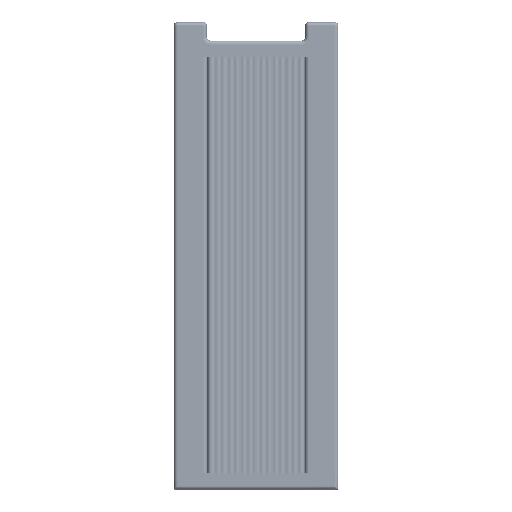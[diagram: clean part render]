
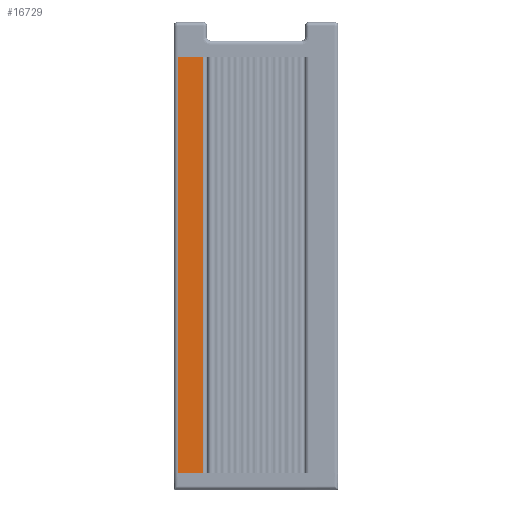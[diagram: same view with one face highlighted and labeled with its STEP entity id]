
A CAD part, left-side view. The second image highlights one B-rep face of the part: STEP entity #16729.
In plain terms, the highlighted face is planar.
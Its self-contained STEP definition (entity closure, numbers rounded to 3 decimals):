
#1214=PLANE('',#18797);
#2055=FACE_OUTER_BOUND('',#3456,.T.);
#3456=EDGE_LOOP('',(#14451,#14452,#14453,#14454));
#4643=LINE('',#28184,#5881);
#4662=LINE('',#28238,#5900);
#4679=LINE('',#28274,#5917);
#4680=LINE('',#28276,#5918);
#5881=VECTOR('',#23195,1.);
#5900=VECTOR('',#23234,10.);
#5917=VECTOR('',#23283,1.);
#5918=VECTOR('',#23286,1.);
#8269=VERTEX_POINT('',#28181);
#8270=VERTEX_POINT('',#28183);
#8294=VERTEX_POINT('',#28235);
#8295=VERTEX_POINT('',#28237);
#10352=EDGE_CURVE('',#8270,#8269,#4643,.T.);
#10379=EDGE_CURVE('',#8295,#8294,#4662,.F.);
#10398=EDGE_CURVE('',#8269,#8295,#4679,.T.);
#10399=EDGE_CURVE('',#8270,#8294,#4680,.T.);
#14451=ORIENTED_EDGE('',*,*,#10379,.T.);
#14452=ORIENTED_EDGE('',*,*,#10399,.F.);
#14453=ORIENTED_EDGE('',*,*,#10352,.T.);
#14454=ORIENTED_EDGE('',*,*,#10398,.T.);
#16729=ADVANCED_FACE('',(#2055),#1214,.T.);
#18797=AXIS2_PLACEMENT_3D('',#28275,#23284,#23285);
#23195=DIRECTION('',(-1.,0.,0.));
#23234=DIRECTION('',(-1.,0.,0.));
#23283=DIRECTION('',(0.,0.,1.));
#23284=DIRECTION('center_axis',(0.,1.,0.));
#23285=DIRECTION('ref_axis',(0.,0.,1.));
#23286=DIRECTION('',(0.,0.,1.));
#28181=CARTESIAN_POINT('',(-10.177,4.35,-107.25));
#28183=CARTESIAN_POINT('',(10.35,4.35,-107.25));
#28184=CARTESIAN_POINT('',(30.624,4.35,-107.25));
#28235=CARTESIAN_POINT('',(10.35,4.35,227.25));
#28237=CARTESIAN_POINT('',(-10.177,4.35,227.25));
#28238=CARTESIAN_POINT('',(-5.037,4.35,227.25));
#28274=CARTESIAN_POINT('',(-10.177,4.35,-107.25));
#28275=CARTESIAN_POINT('Origin',(-10.177,4.35,-107.25));
#28276=CARTESIAN_POINT('',(10.35,4.35,-107.25));
